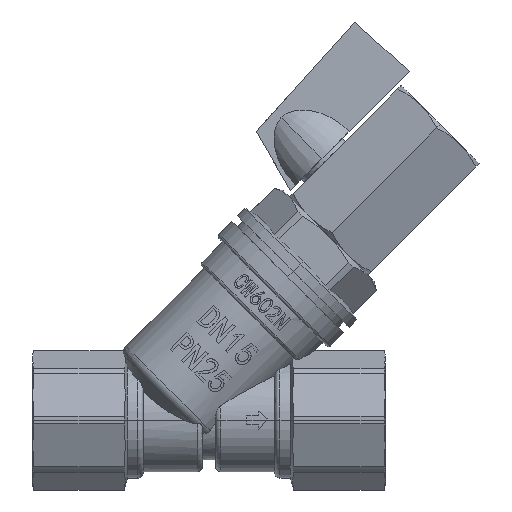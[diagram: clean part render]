
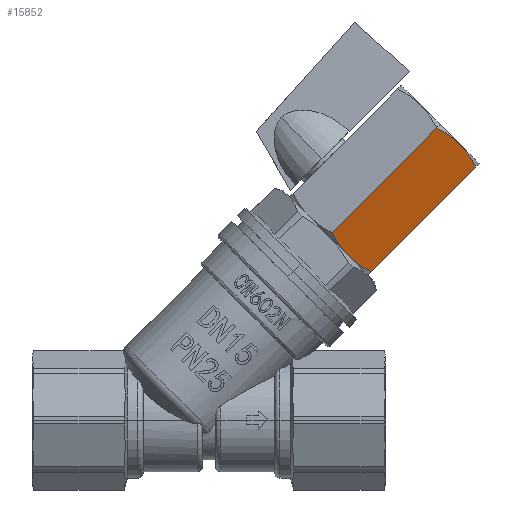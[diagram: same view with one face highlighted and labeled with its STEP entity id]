
A CAD part, top view. The second image highlights one B-rep face of the part: STEP entity #15852.
In plain terms, the highlighted face is planar.
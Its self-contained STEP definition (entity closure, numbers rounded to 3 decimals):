
#304 = CARTESIAN_POINT ( 'NONE',  ( 20.5, -5.25, 9.093 ) ) ;
#890 = DIRECTION ( 'NONE',  ( -1., 0., 0. ) ) ;
#1309 = DIRECTION ( 'NONE',  ( 0., -0.866, -0.5 ) ) ;
#3130 = FACE_OUTER_BOUND ( 'NONE', #25778, .T. ) ;
#3244 = ORIENTED_EDGE ( 'NONE', *, *, #14980, .T. ) ;
#3682 = VECTOR ( 'NONE', #890, 1000. ) ;
#4021 = DIRECTION ( 'NONE',  ( -1., 0., 0. ) ) ;
#5475 = VECTOR ( 'NONE', #4021, 1000. ) ;
#7342 = EDGE_CURVE ( 'NONE', #37501, #19508, #55447, .T. ) ;
#8313 = ORIENTED_EDGE ( 'NONE', *, *, #8497, .T. ) ;
#8497 = EDGE_CURVE ( 'NONE', #26848, #22101, #53242, .T. ) ;
#11732 = CARTESIAN_POINT ( 'NONE',  ( 20.5, -10.5, 6.062 ) ) ;
#11908 = CARTESIAN_POINT ( 'NONE',  ( 20.478, -4.357, 9.609 ) ) ;
#12653 = CARTESIAN_POINT ( 'NONE',  ( -8.562, 0., 12.124 ) ) ;
#14721 = CARTESIAN_POINT ( 'NONE',  ( 19.562, -10.5, 6.062 ) ) ;
#14980 = EDGE_CURVE ( 'NONE', #22101, #37501, #27459, .T. ) ;
#15277 = ORIENTED_EDGE ( 'NONE', *, *, #25501, .T. ) ;
#15821 = CARTESIAN_POINT ( 'NONE',  ( 19.562, 0., 12.124 ) ) ;
#15852 = ADVANCED_FACE ( 'NONE', ( #3130 ), #24574, .T. ) ;
#16185 = VERTEX_POINT ( 'NONE', #304 ) ;
#16641 = CARTESIAN_POINT ( 'NONE',  ( 20.329, -3.032, 10.374 ) ) ;
#17199 = CARTESIAN_POINT ( 'NONE',  ( -9.392, -7.028, 8.066 ) ) ;
#17806 = CARTESIAN_POINT ( 'NONE',  ( -9.478, -6.143, 8.578 ) ) ;
#19508 = VERTEX_POINT ( 'NONE', #36667 ) ;
#20420 = CARTESIAN_POINT ( 'NONE',  ( -9.5, -5.25, 9.093 ) ) ;
#21329 = CARTESIAN_POINT ( 'NONE',  ( 19.848, -0.857, 11.63 ) ) ;
#22101 = VERTEX_POINT ( 'NONE', #12653 ) ;
#22902 = B_SPLINE_CURVE_WITH_KNOTS ( 'NONE', 3,
 ( #14721, #50477, #55159, #27295, #59840, #31957 ),
 .UNSPECIFIED., .F., .F.,
 ( 4, 2, 4 ),
 ( 0., 0.003, 0.006 ),
 .UNSPECIFIED. ) ;
#23257 = CARTESIAN_POINT ( 'NONE',  ( 20.5, 0., 12.124 ) ) ;
#24574 = PLANE ( 'NONE',  #55909 ) ;
#25501 = EDGE_CURVE ( 'NONE', #35328, #16185, #22902, .T. ) ;
#25778 = EDGE_LOOP ( 'NONE', ( #3244, #51973, #59794, #15277, #46549, #8313 ) ) ;
#26848 = VERTEX_POINT ( 'NONE', #15821 ) ;
#27295 = CARTESIAN_POINT ( 'NONE',  ( 20.411, -7.028, 8.067 ) ) ;
#27324 = CARTESIAN_POINT ( 'NONE',  ( -8.562, 0., 12.124 ) ) ;
#27406 = EDGE_CURVE ( 'NONE', #35328, #19508, #30279, .T. ) ;
#27459 = B_SPLINE_CURVE_WITH_KNOTS ( 'NONE', 3,
 ( #27324, #53088, #42522, #51100, #50098, #44966 ),
 .UNSPECIFIED., .F., .F.,
 ( 4, 2, 4 ),
 ( 0., 0.003, 0.006 ),
 .UNSPECIFIED. ) ;
#29238 = DIRECTION ( 'NONE',  ( 0., -0.5, 0.866 ) ) ;
#30279 = LINE ( 'NONE', #11732, #5475 ) ;
#30507 = CARTESIAN_POINT ( 'NONE',  ( 20.5, -4.804, 9.351 ) ) ;
#31589 = CARTESIAN_POINT ( 'NONE',  ( -9.329, -7.468, 7.813 ) ) ;
#31957 = CARTESIAN_POINT ( 'NONE',  ( 20.5, -5.25, 9.093 ) ) ;
#33704 = CARTESIAN_POINT ( 'NONE',  ( 20.5, -10.5, 6.062 ) ) ;
#34449 = CARTESIAN_POINT ( 'NONE',  ( -8.562, -10.5, 6.062 ) ) ;
#35256 = CARTESIAN_POINT ( 'NONE',  ( -9.083, -8.779, 7.056 ) ) ;
#35328 = VERTEX_POINT ( 'NONE', #56241 ) ;
#36667 = CARTESIAN_POINT ( 'NONE',  ( -8.562, -10.5, 6.062 ) ) ;
#37144 = CARTESIAN_POINT ( 'NONE',  ( -8.848, -9.643, 6.557 ) ) ;
#37501 = VERTEX_POINT ( 'NONE', #57250 ) ;
#42522 = CARTESIAN_POINT ( 'NONE',  ( -9.084, -1.724, 11.129 ) ) ;
#44538 = CARTESIAN_POINT ( 'NONE',  ( 20.392, -3.472, 10.12 ) ) ;
#44966 = CARTESIAN_POINT ( 'NONE',  ( -9.5, -5.25, 9.093 ) ) ;
#46549 = ORIENTED_EDGE ( 'NONE', *, *, #51633, .T. ) ;
#49209 = CARTESIAN_POINT ( 'NONE',  ( 20.083, -1.721, 11.131 ) ) ;
#50098 = CARTESIAN_POINT ( 'NONE',  ( -9.5, -4.356, 9.61 ) ) ;
#50477 = CARTESIAN_POINT ( 'NONE',  ( 19.848, -9.641, 6.558 ) ) ;
#51100 = CARTESIAN_POINT ( 'NONE',  ( -9.411, -3.472, 10.12 ) ) ;
#51633 = EDGE_CURVE ( 'NONE', #16185, #26848, #56735, .T. ) ;
#51973 = ORIENTED_EDGE ( 'NONE', *, *, #7342, .T. ) ;
#53088 = CARTESIAN_POINT ( 'NONE',  ( -8.848, -0.859, 11.629 ) ) ;
#53242 = LINE ( 'NONE', #23257, #3682 ) ;
#53868 = CARTESIAN_POINT ( 'NONE',  ( 19.562, 0., 12.124 ) ) ;
#55159 = CARTESIAN_POINT ( 'NONE',  ( 20.084, -8.776, 7.057 ) ) ;
#55447 = B_SPLINE_CURVE_WITH_KNOTS ( 'NONE', 3,
 ( #20420, #59664, #17806, #17199, #31589, #35256, #37144, #34449 ),
 .UNSPECIFIED., .F., .F.,
 ( 4, 2, 2, 4 ),
 ( 0.006, 0.008, 0.009, 0.012 ),
 .UNSPECIFIED. ) ;
#55909 = AXIS2_PLACEMENT_3D ( 'NONE', #33704, #29238, #1309 ) ;
#56241 = CARTESIAN_POINT ( 'NONE',  ( 19.562, -10.5, 6.062 ) ) ;
#56735 = B_SPLINE_CURVE_WITH_KNOTS ( 'NONE', 3,
 ( #58354, #30507, #11908, #44538, #16641, #49209, #21329, #53868 ),
 .UNSPECIFIED., .F., .F.,
 ( 4, 2, 2, 4 ),
 ( 0.006, 0.008, 0.009, 0.012 ),
 .UNSPECIFIED. ) ;
#57250 = CARTESIAN_POINT ( 'NONE',  ( -9.5, -5.25, 9.093 ) ) ;
#58354 = CARTESIAN_POINT ( 'NONE',  ( 20.5, -5.25, 9.093 ) ) ;
#59664 = CARTESIAN_POINT ( 'NONE',  ( -9.5, -5.696, 8.836 ) ) ;
#59794 = ORIENTED_EDGE ( 'NONE', *, *, #27406, .F. ) ;
#59840 = CARTESIAN_POINT ( 'NONE',  ( 20.5, -6.144, 8.577 ) ) ;
